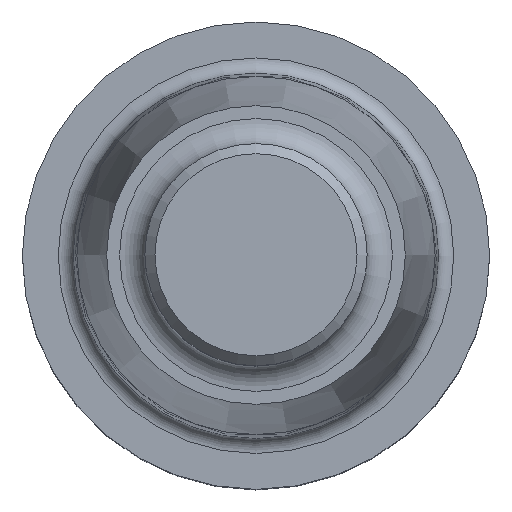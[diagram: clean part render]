
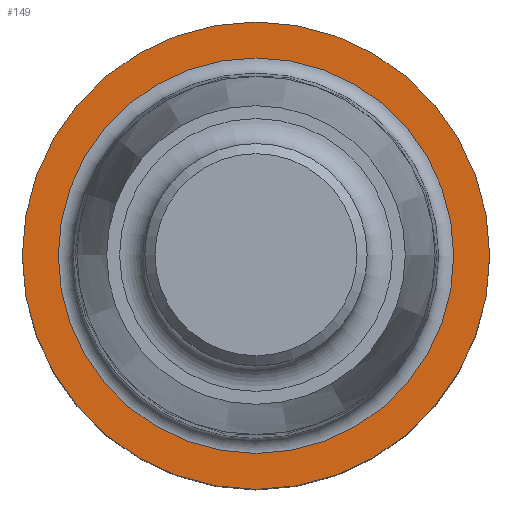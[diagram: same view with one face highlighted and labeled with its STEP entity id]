
A CAD part, top view. The second image highlights one B-rep face of the part: STEP entity #149.
In plain terms, the highlighted planar face has unit normal (0, 0, 1).
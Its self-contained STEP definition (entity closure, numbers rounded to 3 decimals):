
#127=FACE_BOUND('',#175,.T.);
#128=FACE_BOUND('',#176,.T.);
#149=ADVANCED_FACE('',(#127,#128),#163,.F.);
#163=PLANE('',#269);
#175=EDGE_LOOP('',(#201));
#176=EDGE_LOOP('',(#202));
#201=ORIENTED_EDGE('',*,*,#239,.F.);
#202=ORIENTED_EDGE('',*,*,#238,.T.);
#225=VERTEX_POINT('',#355);
#226=VERTEX_POINT('',#358);
#238=EDGE_CURVE('',#225,#225,#251,.T.);
#239=EDGE_CURVE('',#226,#226,#252,.T.);
#251=CIRCLE('',#266,4.625);
#252=CIRCLE('',#268,3.914);
#266=AXIS2_PLACEMENT_3D('',#354,#298,#299);
#268=AXIS2_PLACEMENT_3D('',#357,#302,#303);
#269=AXIS2_PLACEMENT_3D('',#359,#304,#305);
#298=DIRECTION('',(0.,0.,1.));
#299=DIRECTION('',(1.,0.,0.));
#302=DIRECTION('',(0.,0.,1.));
#303=DIRECTION('',(1.,0.,0.));
#304=DIRECTION('',(0.,0.,-1.));
#305=DIRECTION('',(-1.,0.,0.));
#354=CARTESIAN_POINT('',(0.,0.,0.));
#355=CARTESIAN_POINT('',(4.625,0.,0.));
#357=CARTESIAN_POINT('',(0.,0.,0.));
#358=CARTESIAN_POINT('',(3.914,0.,0.));
#359=CARTESIAN_POINT('',(0.,4.625,0.));
